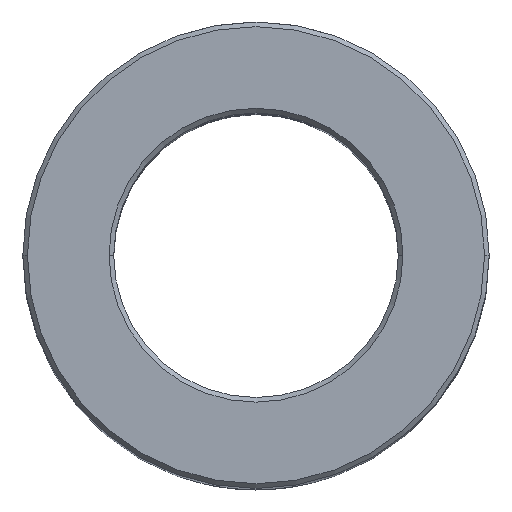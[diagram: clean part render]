
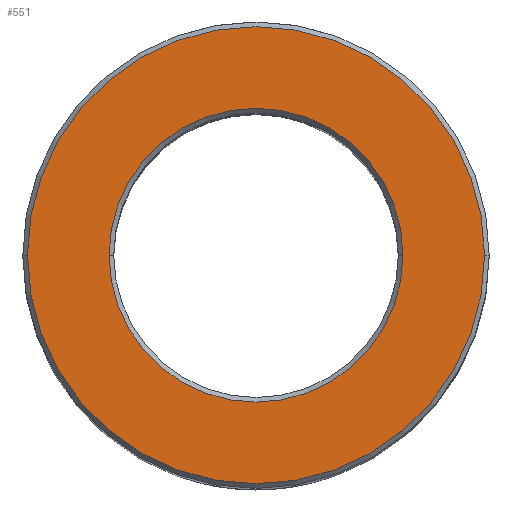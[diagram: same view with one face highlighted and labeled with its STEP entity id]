
A CAD part, top view. The second image highlights one B-rep face of the part: STEP entity #551.
In plain terms, the highlighted planar face has unit normal (0, 0, 1).
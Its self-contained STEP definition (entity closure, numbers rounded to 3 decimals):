
#35 = CARTESIAN_POINT ( 'NONE',  ( 24.5, 0., 100. ) ) ;
#68 = ORIENTED_EDGE ( 'NONE', *, *, #128, .T. ) ;
#126 = FACE_BOUND ( 'NONE', #598, .T. ) ;
#128 = EDGE_CURVE ( 'NONE', #251, #519, #223, .T. ) ;
#156 = DIRECTION ( 'NONE',  ( 1., 0., 0. ) ) ;
#223 = CIRCLE ( 'NONE', #378, 24.5 ) ;
#229 = CARTESIAN_POINT ( 'NONE',  ( -15.75, 0., 100. ) ) ;
#238 = DIRECTION ( 'NONE',  ( 1., 0., 0. ) ) ;
#251 = VERTEX_POINT ( 'NONE', #429 ) ;
#277 = DIRECTION ( 'NONE',  ( 1., 0., 0. ) ) ;
#334 = CIRCLE ( 'NONE', #578, 15.75 ) ;
#338 = CARTESIAN_POINT ( 'NONE',  ( 0., 0., 100. ) ) ;
#363 = EDGE_CURVE ( 'NONE', #1066, #1178, #334, .T. ) ;
#378 = AXIS2_PLACEMENT_3D ( 'NONE', #338, #942, #238 ) ;
#381 = DIRECTION ( 'NONE',  ( 1., 0., 0. ) ) ;
#429 = CARTESIAN_POINT ( 'NONE',  ( -24.5, 0., 100. ) ) ;
#458 = PLANE ( 'NONE',  #1289 ) ;
#460 = AXIS2_PLACEMENT_3D ( 'NONE', #1277, #671, #277 ) ;
#481 = CARTESIAN_POINT ( 'NONE',  ( 0., 0., 100. ) ) ;
#519 = VERTEX_POINT ( 'NONE', #35 ) ;
#524 = DIRECTION ( 'NONE',  ( 1., 0., 0. ) ) ;
#535 = CIRCLE ( 'NONE', #991, 15.75 ) ;
#551 = ADVANCED_FACE ( 'NONE', ( #126, #949 ), #458, .T. ) ;
#566 = ORIENTED_EDGE ( 'NONE', *, *, #1061, .T. ) ;
#578 = AXIS2_PLACEMENT_3D ( 'NONE', #481, #1081, #381 ) ;
#598 = EDGE_LOOP ( 'NONE', ( #1234, #653 ) ) ;
#653 = ORIENTED_EDGE ( 'NONE', *, *, #1172, .T. ) ;
#671 = DIRECTION ( 'NONE',  ( 0., 0., 1. ) ) ;
#817 = CARTESIAN_POINT ( 'NONE',  ( 0., 0., 100. ) ) ;
#854 = DIRECTION ( 'NONE',  ( 0., 0., 1. ) ) ;
#867 = CIRCLE ( 'NONE', #460, 24.5 ) ;
#942 = DIRECTION ( 'NONE',  ( 0., 0., 1. ) ) ;
#949 = FACE_OUTER_BOUND ( 'NONE', #956, .T. ) ;
#956 = EDGE_LOOP ( 'NONE', ( #68, #566 ) ) ;
#991 = AXIS2_PLACEMENT_3D ( 'NONE', #817, #1225, #524 ) ;
#1061 = EDGE_CURVE ( 'NONE', #519, #251, #867, .T. ) ;
#1066 = VERTEX_POINT ( 'NONE', #1179 ) ;
#1081 = DIRECTION ( 'NONE',  ( 0., 0., -1. ) ) ;
#1172 = EDGE_CURVE ( 'NONE', #1178, #1066, #535, .T. ) ;
#1178 = VERTEX_POINT ( 'NONE', #229 ) ;
#1179 = CARTESIAN_POINT ( 'NONE',  ( 15.75, 0., 100. ) ) ;
#1225 = DIRECTION ( 'NONE',  ( 0., 0., -1. ) ) ;
#1234 = ORIENTED_EDGE ( 'NONE', *, *, #363, .T. ) ;
#1262 = CARTESIAN_POINT ( 'NONE',  ( 0., 0., 100. ) ) ;
#1277 = CARTESIAN_POINT ( 'NONE',  ( 0., 0., 100. ) ) ;
#1289 = AXIS2_PLACEMENT_3D ( 'NONE', #1262, #854, #156 ) ;
